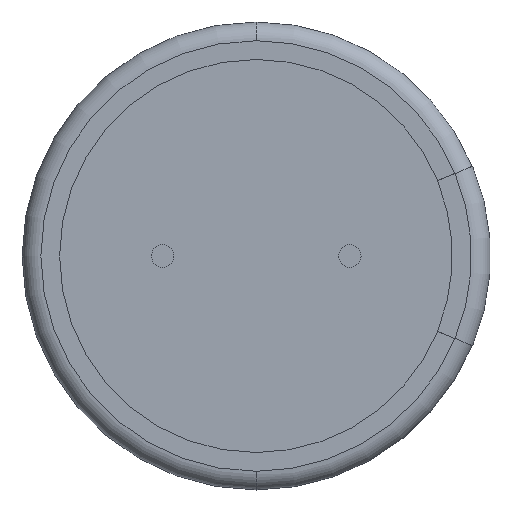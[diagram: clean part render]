
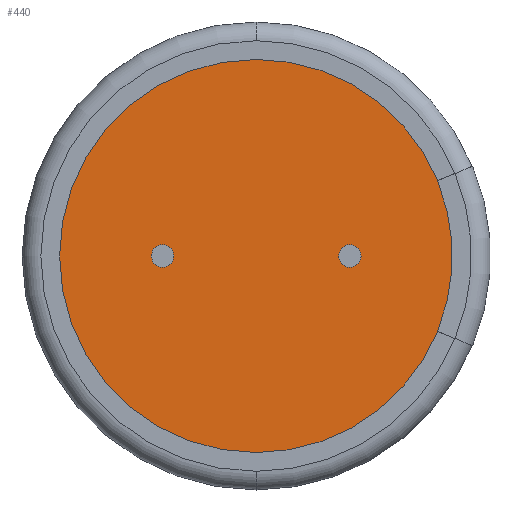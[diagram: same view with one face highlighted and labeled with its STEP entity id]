
A CAD part, front view. The second image highlights one B-rep face of the part: STEP entity #440.
In plain terms, the highlighted planar face has unit normal (0, -1, 0).
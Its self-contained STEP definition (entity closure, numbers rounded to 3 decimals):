
#113 = EDGE_LOOP ( 'NONE', ( #1146, #166, #1852, #310, #1562, #2402 ) ) ;
#119 = DIRECTION ( 'NONE',  ( 0., 0., -1. ) ) ;
#130 = DIRECTION ( 'NONE',  ( 0., 0., -1. ) ) ;
#134 = EDGE_LOOP ( 'NONE', ( #1784, #353 ) ) ;
#135 = CARTESIAN_POINT ( 'NONE',  ( 2.5, 0.3, 0. ) ) ;
#166 = ORIENTED_EDGE ( 'NONE', *, *, #957, .T. ) ;
#186 = CARTESIAN_POINT ( 'NONE',  ( -2.5, 0.3, 0. ) ) ;
#191 = DIRECTION ( 'NONE',  ( 0., -1., 0. ) ) ;
#242 = FACE_OUTER_BOUND ( 'NONE', #113, .T. ) ;
#246 = AXIS2_PLACEMENT_3D ( 'NONE', #1454, #286, #1646 ) ;
#249 = EDGE_CURVE ( 'NONE', #2435, #1867, #1930, .T. ) ;
#286 = DIRECTION ( 'NONE',  ( 0., -1., 0. ) ) ;
#301 = FACE_BOUND ( 'NONE', #701, .T. ) ;
#306 = ORIENTED_EDGE ( 'NONE', *, *, #393, .F. ) ;
#310 = ORIENTED_EDGE ( 'NONE', *, *, #1691, .T. ) ;
#316 = CARTESIAN_POINT ( 'NONE',  ( -2.5, 0.3, 0. ) ) ;
#320 = DIRECTION ( 'NONE',  ( 0., 0., 1. ) ) ;
#353 = ORIENTED_EDGE ( 'NONE', *, *, #592, .F. ) ;
#368 = CARTESIAN_POINT ( 'NONE',  ( 2.5, 0.3, -0.3 ) ) ;
#376 = DIRECTION ( 'NONE',  ( 0., 0., -1. ) ) ;
#393 = EDGE_CURVE ( 'NONE', #857, #568, #881, .T. ) ;
#440 = ADVANCED_FACE ( 'NONE', ( #242, #301, #2326 ), #2500, .T. ) ;
#456 = CIRCLE ( 'NONE', #2230, 0.3 ) ;
#510 = DIRECTION ( 'NONE',  ( 0., 0., -1. ) ) ;
#566 = CARTESIAN_POINT ( 'NONE',  ( -0.001, 0.3, -0.004 ) ) ;
#568 = VERTEX_POINT ( 'NONE', #958 ) ;
#592 = EDGE_CURVE ( 'NONE', #1474, #2028, #1958, .T. ) ;
#701 = EDGE_LOOP ( 'NONE', ( #1252, #306 ) ) ;
#718 = VECTOR ( 'NONE', #1375, 1000. ) ;
#739 = VECTOR ( 'NONE', #1174, 1000. ) ;
#752 = DIRECTION ( 'NONE',  ( 0., -1., 0. ) ) ;
#756 = CARTESIAN_POINT ( 'NONE',  ( 4.849, 0.3, 2.013 ) ) ;
#794 = CIRCLE ( 'NONE', #1018, 0.3 ) ;
#799 = AXIS2_PLACEMENT_3D ( 'NONE', #2465, #1285, #130 ) ;
#857 = VERTEX_POINT ( 'NONE', #2257 ) ;
#881 = CIRCLE ( 'NONE', #894, 0.3 ) ;
#894 = AXIS2_PLACEMENT_3D ( 'NONE', #316, #1670, #510 ) ;
#957 = EDGE_CURVE ( 'NONE', #1154, #2127, #1368, .T. ) ;
#958 = CARTESIAN_POINT ( 'NONE',  ( -2.5, 0.3, 0.3 ) ) ;
#1018 = AXIS2_PLACEMENT_3D ( 'NONE', #135, #1482, #320 ) ;
#1135 = VERTEX_POINT ( 'NONE', #1151 ) ;
#1140 = DIRECTION ( 'NONE',  ( 0., -1., 0. ) ) ;
#1146 = ORIENTED_EDGE ( 'NONE', *, *, #2321, .F. ) ;
#1151 = CARTESIAN_POINT ( 'NONE',  ( 0., 0.3, -5.25 ) ) ;
#1154 = VERTEX_POINT ( 'NONE', #756 ) ;
#1172 = EDGE_CURVE ( 'NONE', #568, #857, #456, .T. ) ;
#1174 = DIRECTION ( 'NONE',  ( -0.924, 0., 0.383 ) ) ;
#1190 = CIRCLE ( 'NONE', #1676, 5.25 ) ;
#1241 = LINE ( 'NONE', #1563, #718 ) ;
#1252 = ORIENTED_EDGE ( 'NONE', *, *, #1172, .F. ) ;
#1262 = LINE ( 'NONE', #566, #739 ) ;
#1267 = CIRCLE ( 'NONE', #799, 5.25 ) ;
#1281 = DIRECTION ( 'NONE',  ( 0., -1., 0. ) ) ;
#1285 = DIRECTION ( 'NONE',  ( 0., -1., 0. ) ) ;
#1354 = CARTESIAN_POINT ( 'NONE',  ( 2.5, 0.3, 0. ) ) ;
#1368 = CIRCLE ( 'NONE', #1483, 5.25 ) ;
#1374 = AXIS2_PLACEMENT_3D ( 'NONE', #2308, #1140, #2506 ) ;
#1375 = DIRECTION ( 'NONE',  ( -0.924, 0., -0.383 ) ) ;
#1433 = EDGE_CURVE ( 'NONE', #2127, #1135, #1190, .T. ) ;
#1454 = CARTESIAN_POINT ( 'NONE',  ( -0.01, 0.3, 0. ) ) ;
#1474 = VERTEX_POINT ( 'NONE', #368 ) ;
#1482 = DIRECTION ( 'NONE',  ( 0., -1., 0. ) ) ;
#1483 = AXIS2_PLACEMENT_3D ( 'NONE', #2459, #1281, #119 ) ;
#1543 = DIRECTION ( 'NONE',  ( 0., -1., 0. ) ) ;
#1546 = DIRECTION ( 'NONE',  ( 0., 0., 1. ) ) ;
#1562 = ORIENTED_EDGE ( 'NONE', *, *, #1871, .T. ) ;
#1563 = CARTESIAN_POINT ( 'NONE',  ( -0.001, 0.3, 0.004 ) ) ;
#1646 = DIRECTION ( 'NONE',  ( 0., 0., -1. ) ) ;
#1659 = CARTESIAN_POINT ( 'NONE',  ( 2.5, 0.3, 0.3 ) ) ;
#1670 = DIRECTION ( 'NONE',  ( 0., -1., 0. ) ) ;
#1676 = AXIS2_PLACEMENT_3D ( 'NONE', #1933, #752, #2129 ) ;
#1691 = EDGE_CURVE ( 'NONE', #1135, #1806, #1267, .T. ) ;
#1784 = ORIENTED_EDGE ( 'NONE', *, *, #2091, .F. ) ;
#1806 = VERTEX_POINT ( 'NONE', #1918 ) ;
#1812 = CARTESIAN_POINT ( 'NONE',  ( 4.84, 0.3, -2.009 ) ) ;
#1852 = ORIENTED_EDGE ( 'NONE', *, *, #1433, .T. ) ;
#1867 = VERTEX_POINT ( 'NONE', #2125 ) ;
#1871 = EDGE_CURVE ( 'NONE', #1806, #2435, #1262, .T. ) ;
#1902 = AXIS2_PLACEMENT_3D ( 'NONE', #1354, #191, #1546 ) ;
#1918 = CARTESIAN_POINT ( 'NONE',  ( 4.849, 0.3, -2.013 ) ) ;
#1930 = CIRCLE ( 'NONE', #246, 5.25 ) ;
#1933 = CARTESIAN_POINT ( 'NONE',  ( 0., 0.3, 0. ) ) ;
#1958 = CIRCLE ( 'NONE', #1902, 0.3 ) ;
#2028 = VERTEX_POINT ( 'NONE', #1659 ) ;
#2091 = EDGE_CURVE ( 'NONE', #2028, #1474, #794, .T. ) ;
#2125 = CARTESIAN_POINT ( 'NONE',  ( 4.84, 0.3, 2.009 ) ) ;
#2127 = VERTEX_POINT ( 'NONE', #2282 ) ;
#2129 = DIRECTION ( 'NONE',  ( 0., 0., -1. ) ) ;
#2230 = AXIS2_PLACEMENT_3D ( 'NONE', #186, #1543, #376 ) ;
#2257 = CARTESIAN_POINT ( 'NONE',  ( -2.5, 0.3, -0.3 ) ) ;
#2282 = CARTESIAN_POINT ( 'NONE',  ( 0., 0.3, 5.25 ) ) ;
#2308 = CARTESIAN_POINT ( 'NONE',  ( 0., 0.3, 0. ) ) ;
#2321 = EDGE_CURVE ( 'NONE', #1154, #1867, #1241, .T. ) ;
#2326 = FACE_BOUND ( 'NONE', #134, .T. ) ;
#2402 = ORIENTED_EDGE ( 'NONE', *, *, #249, .T. ) ;
#2435 = VERTEX_POINT ( 'NONE', #1812 ) ;
#2459 = CARTESIAN_POINT ( 'NONE',  ( 0., 0.3, 0. ) ) ;
#2465 = CARTESIAN_POINT ( 'NONE',  ( 0., 0.3, 0. ) ) ;
#2500 = PLANE ( 'NONE',  #1374 ) ;
#2506 = DIRECTION ( 'NONE',  ( 0., 0., -1. ) ) ;
